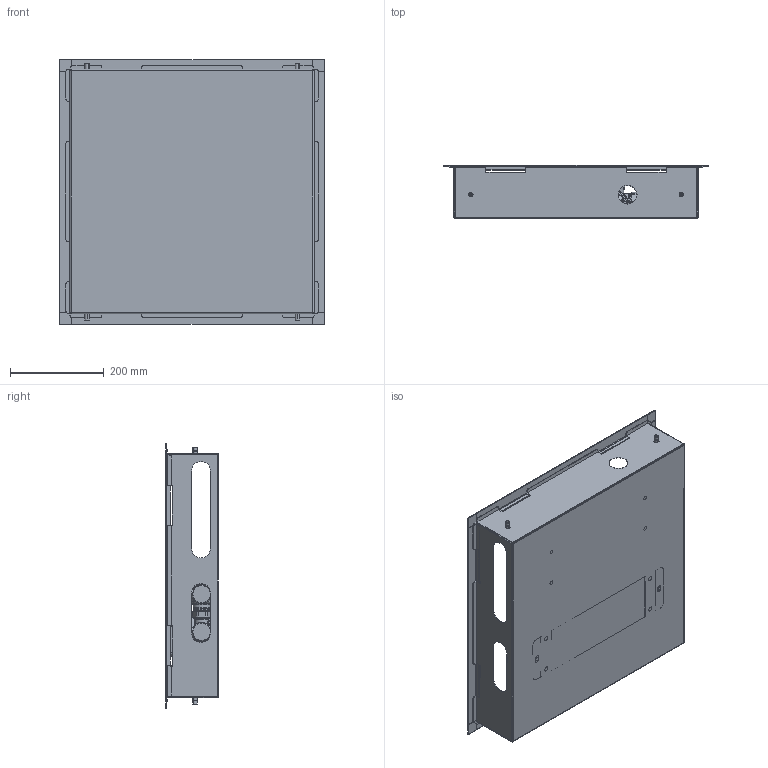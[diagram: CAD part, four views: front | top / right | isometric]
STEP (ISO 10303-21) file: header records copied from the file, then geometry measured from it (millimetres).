
FILE_DESCRIPTION (( 'STEP AP214' ), '1' );
FILE_NAME ('DCBH-DCEXXXX.STEP', '2022-09-14T07:12:24', ( '' ), ( '' ), 'SwSTEP 2.0', 'SolidWorks 2021', '' );
FILE_SCHEMA (( 'AUTOMOTIVE_DESIGN' ));
Length unit declared in the file: millimetre
Products named in the file (8): 3427770042_defeature; Sontex 0739-130_BIM_defeature; 3260056703_defeature; 3427770052_BIM; 3427770052_valv_defeature; Energia; DCBH-DCEXXXX; Assieme 10C_defeature
Assembly tree (7 placements, depth 4):
  DCBH-DCEXXXX
    3260056703_defeature
    Energia
      3427770042_defeature
      3427770052_BIM
        3427770052_valv_defeature
        Assieme 10C_defeature
        Sontex 0739-130_BIM_defeature
Bounding box: 564 x 112.4 x 564 mm (x, y, z)
Volume: 1761409 mm3; surface area: 1506050.3 mm2
Topology: 27 solids, 36 shells, 3982 faces, 9990 edges, 6054 vertices
Faces by surface type: plane 1251, cylinder 1019, bspline 844, cone 363, torus 363, sphere 142
Entity records: 192738 total; most frequent: CARTESIAN_POINT 65775, ORIENTED_EDGE 19693, DIRECTION 17085, EDGE_CURVE 9863, AXIS2_PLACEMENT_3D 6759, VERTEX_POINT 6046, EDGE_LOOP 4121, FACE_OUTER_BOUND 3982
